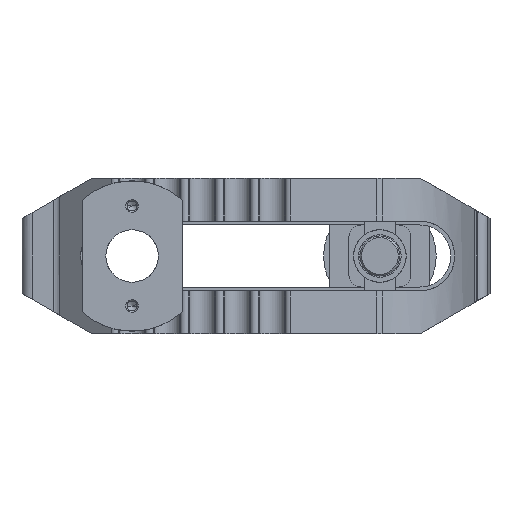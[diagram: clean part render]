
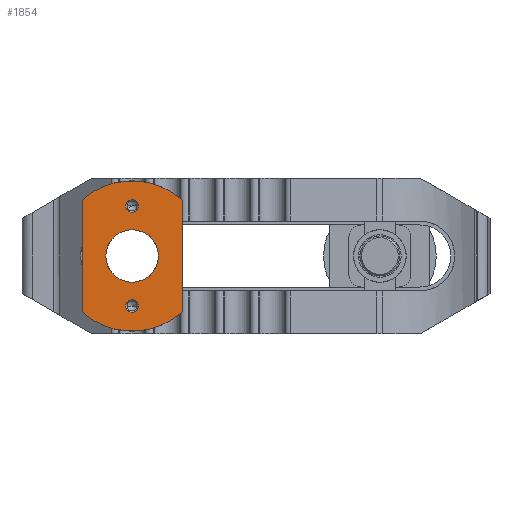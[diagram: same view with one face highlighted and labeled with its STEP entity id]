
A CAD part, front view. The second image highlights one B-rep face of the part: STEP entity #1854.
In plain terms, the highlighted planar face has unit normal (0, -1, 0).
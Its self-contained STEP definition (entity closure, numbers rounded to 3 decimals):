
#1834=VERTEX_POINT('',#5114);
#1854=ADVANCED_FACE('',(#5136,#5137,#5138,#5139),#5140,.T.);
#1926=EDGE_CURVE('',#3104,#2372,#5217,.T.);
#2078=EDGE_CURVE('',#3416,#3038,#5387,.T.);
#2372=VERTEX_POINT('',#5712);
#2476=VERTEX_POINT('',#5825);
#2478=EDGE_CURVE('',#3516,#2476,#5827,.T.);
#2742=EDGE_CURVE('',#1834,#3906,#6115,.T.);
#2746=EDGE_CURVE('',#4586,#1834,#6119,.T.);
#3038=VERTEX_POINT('',#6436);
#3104=VERTEX_POINT('',#6506);
#3180=VERTEX_POINT('',#6590);
#3416=VERTEX_POINT('',#6844);
#3516=VERTEX_POINT('',#6953);
#3648=EDGE_CURVE('',#2372,#3104,#7099,.T.);
#3896=EDGE_CURVE('',#3038,#3416,#7375,.T.);
#3900=EDGE_CURVE('',#3180,#4586,#7379,.T.);
#3906=VERTEX_POINT('',#7386);
#3950=EDGE_CURVE('',#3180,#3906,#7433,.T.);
#4586=VERTEX_POINT('',#8129);
#4662=EDGE_CURVE('',#2476,#3516,#8212,.T.);
#5114=CARTESIAN_POINT('',(20.0,0.0,-22.361));
#5136=FACE_BOUND('',#8840,.T.);
#5137=FACE_BOUND('',#8841,.T.);
#5138=FACE_BOUND('',#8842,.T.);
#5139=FACE_OUTER_BOUND('',#8843,.T.);
#5140=PLANE('',#8844);
#5217=CIRCLE('',#8962,2.5);
#5387=CIRCLE('',#9180,2.5);
#5712=CARTESIAN_POINT('',(-2.5,0.,20.0));
#5825=CARTESIAN_POINT('',(10.5,0.0,0.));
#5827=CIRCLE('',#9822,10.5);
#6115=CIRCLE('',#10304,30.0);
#6119=LINE('',#10311,#10312);
#6436=CARTESIAN_POINT('',(-2.5,0.0,-20.0));
#6506=CARTESIAN_POINT('',(2.5,0.0,20.0));
#6590=CARTESIAN_POINT('',(-20.0,0.,22.361));
#6844=CARTESIAN_POINT('',(2.5,0.,-20.0));
#6953=CARTESIAN_POINT('',(-10.5,0.,0.));
#7099=CIRCLE('',#11818,2.5);
#7375=CIRCLE('',#12190,2.5);
#7379=CIRCLE('',#12196,30.0);
#7386=CARTESIAN_POINT('',(-20.0,0.,-22.361));
#7433=LINE('',#12275,#12276);
#8129=CARTESIAN_POINT('',(20.0,0.0,22.361));
#8212=CIRCLE('',#13501,10.5);
#8840=EDGE_LOOP('',(#14142,#14143));
#8841=EDGE_LOOP('',(#14144,#14145));
#8842=EDGE_LOOP('',(#14146,#14147));
#8843=EDGE_LOOP('',(#14148,#14149,#14150,#14151));
#8844=AXIS2_PLACEMENT_3D('',#14152,#14153,#14154);
#8962=AXIS2_PLACEMENT_3D('',#14219,#14220,#14221);
#9180=AXIS2_PLACEMENT_3D('',#14422,#14423,#14424);
#9822=AXIS2_PLACEMENT_3D('',#14976,#14977,#14978);
#10304=AXIS2_PLACEMENT_3D('',#15269,#15270,#15271);
#10311=CARTESIAN_POINT('',(20.0,0.,31.0));
#10312=VECTOR('',#15273,1.0);
#11818=AXIS2_PLACEMENT_3D('',#16465,#16466,#16467);
#12190=AXIS2_PLACEMENT_3D('',#16799,#16800,#16801);
#12196=AXIS2_PLACEMENT_3D('',#16805,#16806,#16807);
#12275=CARTESIAN_POINT('',(-20.0,0.,31.0));
#12276=VECTOR('',#16869,1.0);
#13501=AXIS2_PLACEMENT_3D('',#17712,#17713,#17714);
#14142=ORIENTED_EDGE('',*,*,#3896,.T.);
#14143=ORIENTED_EDGE('',*,*,#2078,.T.);
#14144=ORIENTED_EDGE('',*,*,#1926,.T.);
#14145=ORIENTED_EDGE('',*,*,#3648,.T.);
#14146=ORIENTED_EDGE('',*,*,#4662,.T.);
#14147=ORIENTED_EDGE('',*,*,#2478,.T.);
#14148=ORIENTED_EDGE('',*,*,#3900,.F.);
#14149=ORIENTED_EDGE('',*,*,#3950,.T.);
#14150=ORIENTED_EDGE('',*,*,#2742,.F.);
#14151=ORIENTED_EDGE('',*,*,#2746,.F.);
#14152=CARTESIAN_POINT('',(-20.0,0.,31.0));
#14153=DIRECTION('',(0.,-1.0,0.));
#14154=DIRECTION('',(-1.0,0.,0.));
#14219=CARTESIAN_POINT('',(0.0,0.0,20.0));
#14220=DIRECTION('',(0.,1.0,0.));
#14221=DIRECTION('',(1.0,0.,0.));
#14422=CARTESIAN_POINT('',(0.0,0.0,-20.0));
#14423=DIRECTION('',(0.,1.0,0.));
#14424=DIRECTION('',(-1.0,0.,0.));
#14976=CARTESIAN_POINT('',(0.0,0.0,0.0));
#14977=DIRECTION('',(0.,1.0,0.));
#14978=DIRECTION('',(-1.0,0.,0.));
#15269=CARTESIAN_POINT('',(0.0,0.0,0.0));
#15270=DIRECTION('',(0.,1.0,0.));
#15271=DIRECTION('',(-1.0,0.,0.));
#15273=DIRECTION('',(0.0,0.,-1.0));
#16465=CARTESIAN_POINT('',(0.0,0.0,20.0));
#16466=DIRECTION('',(0.,1.0,0.));
#16467=DIRECTION('',(1.0,0.,0.));
#16799=CARTESIAN_POINT('',(0.0,0.0,-20.0));
#16800=DIRECTION('',(0.,1.0,0.));
#16801=DIRECTION('',(-1.0,0.,0.));
#16805=CARTESIAN_POINT('',(0.0,0.0,0.0));
#16806=DIRECTION('',(0.,1.0,0.));
#16807=DIRECTION('',(-1.0,0.,0.));
#16869=DIRECTION('',(0.0,0.,-1.0));
#17712=CARTESIAN_POINT('',(0.0,0.0,0.0));
#17713=DIRECTION('',(0.,1.0,0.));
#17714=DIRECTION('',(-1.0,0.,0.));
